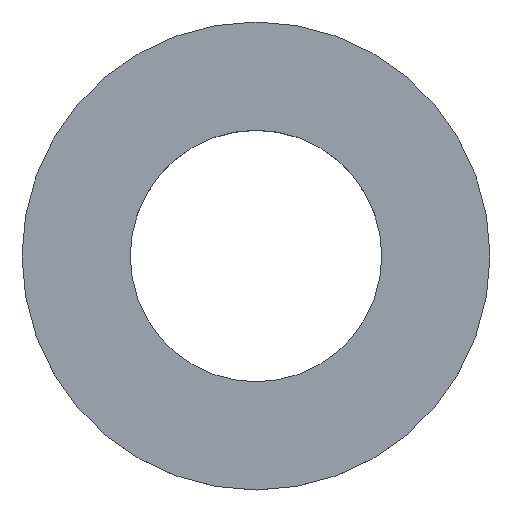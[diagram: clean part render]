
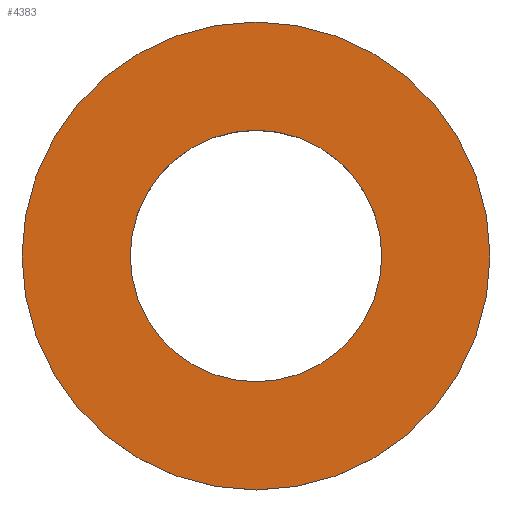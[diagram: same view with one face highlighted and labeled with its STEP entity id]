
A CAD part, top view. The second image highlights one B-rep face of the part: STEP entity #4383.
In plain terms, the highlighted planar face has unit normal (0, 0, 1).
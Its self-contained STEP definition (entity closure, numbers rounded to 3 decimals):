
#496=PLANE('',#4892);
#501=FACE_BOUND('',#755,.T.);
#506=FACE_OUTER_BOUND('',#754,.T.);
#754=EDGE_LOOP('',(#2935));
#755=EDGE_LOOP('',(#2936));
#998=CIRCLE('',#4646,25.);
#1241=CIRCLE('',#4891,46.5);
#1482=VERTEX_POINT('',#7076);
#1725=VERTEX_POINT('',#7564);
#1966=EDGE_CURVE('',#1482,#1482,#998,.T.);
#2209=EDGE_CURVE('',#1725,#1725,#1241,.T.);
#2935=ORIENTED_EDGE('',*,*,#2209,.T.);
#2936=ORIENTED_EDGE('',*,*,#1966,.T.);
#4383=ADVANCED_FACE('',(#506,#501),#496,.T.);
#4646=AXIS2_PLACEMENT_3D('',#7077,#5378,#5379);
#4891=AXIS2_PLACEMENT_3D('',#7565,#5868,#5869);
#4892=AXIS2_PLACEMENT_3D('',#7566,#5870,#5871);
#5378=DIRECTION('center_axis',(0.,0.,-1.));
#5379=DIRECTION('ref_axis',(-1.,0.,0.));
#5868=DIRECTION('center_axis',(0.,0.,1.));
#5869=DIRECTION('ref_axis',(-1.,0.,0.));
#5870=DIRECTION('center_axis',(0.,0.,1.));
#5871=DIRECTION('ref_axis',(1.,0.,0.));
#7076=CARTESIAN_POINT('',(25.,0.,23.));
#7077=CARTESIAN_POINT('Origin',(0.,0.,23.));
#7564=CARTESIAN_POINT('',(46.5,0.,23.));
#7565=CARTESIAN_POINT('Origin',(0.,0.,23.));
#7566=CARTESIAN_POINT('Origin',(0.,0.,
23.));
